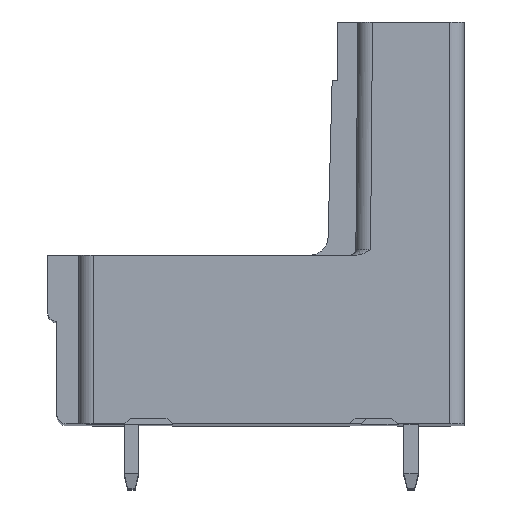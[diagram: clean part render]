
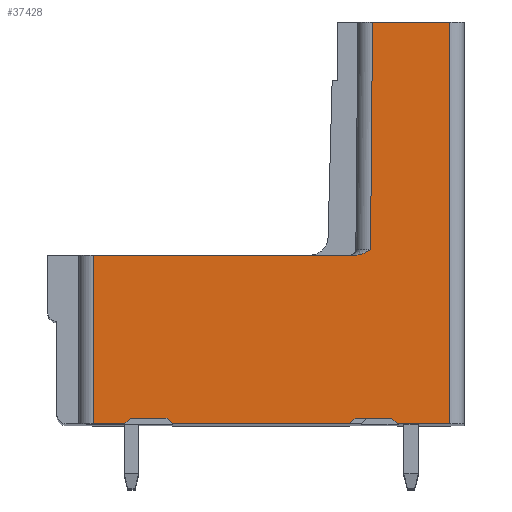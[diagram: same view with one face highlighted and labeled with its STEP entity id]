
A CAD part, top view. The second image highlights one B-rep face of the part: STEP entity #37428.
In plain terms, the highlighted planar face has unit normal (0, 0, 1).
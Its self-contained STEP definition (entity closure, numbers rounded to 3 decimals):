
#3878=DIRECTION('',(1.,0.,0.));
#3879=VECTOR('',#3878,2.85);
#3880=CARTESIAN_POINT('',(-3.644,0.,
-65.493));
#3881=LINE('',#3880,#3879);
#7543=CARTESIAN_POINT('',(-5.857,9.2,
-65.493));
#7862=DIRECTION('',(1.,0.,0.));
#7863=VECTOR('',#7862,2.);
#7864=CARTESIAN_POINT('',(-18.194,0.3,-65.493));
#7865=LINE('',#7864,#7863);
#7870=DIRECTION('',(1.,0.,0.));
#7871=VECTOR('',#7870,14.337);
#7872=CARTESIAN_POINT('',(-20.194,9.2,
-65.493));
#7873=LINE('',#7872,#7871);
#7874=CARTESIAN_POINT('',(-5.857,9.2,
-65.493));
#7875=CARTESIAN_POINT('',(-5.825,9.2,
-65.493));
#7876=CARTESIAN_POINT('',(-5.757,9.204,
-65.493));
#7877=CARTESIAN_POINT('',(-5.644,9.227,
-65.493));
#7878=CARTESIAN_POINT('',(-5.523,9.268,
-65.493));
#7879=CARTESIAN_POINT('',(-5.393,9.328,
-65.493));
#7880=CARTESIAN_POINT('',(-5.255,9.405,
-65.493));
#7881=CARTESIAN_POINT('',(-5.154,9.467,
-65.493));
#7882=CARTESIAN_POINT('',(-5.102,9.5,
-65.493));
#7884=DIRECTION('',(0.009,1.,0.));
#7885=VECTOR('',#7884,12.4);
#7886=CARTESIAN_POINT('',(-5.102,9.5,
-65.493));
#7887=LINE('',#7886,#7885);
#7888=DIRECTION('',(1.,0.,0.));
#7889=VECTOR('',#7888,4.2);
#7890=CARTESIAN_POINT('',(-4.994,21.9,-65.493));
#7891=LINE('',#7890,#7889);
#7892=DIRECTION('',(-0.707,0.707,0.));
#7893=VECTOR('',#7892,0.424);
#7894=CARTESIAN_POINT('',(-3.644,0.,
-65.493));
#7895=LINE('',#7894,#7893);
#7896=DIRECTION('',(-0.707,-0.707,0.));
#7897=VECTOR('',#7896,0.424);
#7898=CARTESIAN_POINT('',(-5.944,0.3,
-65.493));
#7899=LINE('',#7898,#7897);
#7900=DIRECTION('',(-1.,0.,0.));
#7901=VECTOR('',#7900,9.65);
#7902=CARTESIAN_POINT('',(-6.244,0.,
-65.493));
#7903=LINE('',#7902,#7901);
#7904=DIRECTION('',(-0.707,0.707,0.));
#7905=VECTOR('',#7904,0.424);
#7906=CARTESIAN_POINT('',(-15.894,0.,
-65.493));
#7907=LINE('',#7906,#7905);
#7908=DIRECTION('',(-0.707,-0.707,0.));
#7909=VECTOR('',#7908,0.424);
#7910=CARTESIAN_POINT('',(-18.194,0.3,-65.493));
#7911=LINE('',#7910,#7909);
#7912=DIRECTION('',(-1.,0.,0.));
#7913=VECTOR('',#7912,1.7);
#7914=CARTESIAN_POINT('',(-18.494,0.,
-65.493));
#7915=LINE('',#7914,#7913);
#7916=DIRECTION('',(0.,1.,0.));
#7917=VECTOR('',#7916,9.2);
#7918=CARTESIAN_POINT('',(-20.194,0.,
-65.493));
#7919=LINE('',#7918,#7917);
#9099=DIRECTION('',(1.,0.,0.));
#9100=VECTOR('',#9099,2.);
#9101=CARTESIAN_POINT('',(-5.944,0.3,
-65.493));
#9102=LINE('',#9101,#9100);
#15043=DIRECTION('',(0.,1.,0.));
#15044=VECTOR('',#15043,21.9);
#15045=CARTESIAN_POINT('',(-0.794,0.,
-65.493));
#15046=LINE('',#15045,#15044);
#21062=CARTESIAN_POINT('',(-0.794,21.9,-65.493));
#21063=VERTEX_POINT('',#21062);
#21064=CARTESIAN_POINT('',(-4.994,21.9,-65.493));
#21065=VERTEX_POINT('',#21064);
#21109=CARTESIAN_POINT('',(-20.194,0.,
-65.493));
#21110=VERTEX_POINT('',#21109);
#21111=CARTESIAN_POINT('',(-18.494,0.,
-65.493));
#21112=VERTEX_POINT('',#21111);
#21125=CARTESIAN_POINT('',(-15.894,0.,
-65.493));
#21126=VERTEX_POINT('',#21125);
#21127=CARTESIAN_POINT('',(-6.244,0.,
-65.493));
#21128=VERTEX_POINT('',#21127);
#21149=CARTESIAN_POINT('',(-3.644,0.,
-65.493));
#21150=VERTEX_POINT('',#21149);
#21151=CARTESIAN_POINT('',(-0.794,0.,
-65.493));
#21152=VERTEX_POINT('',#21151);
#21261=VERTEX_POINT('',#7543);
#21262=CARTESIAN_POINT('',(-20.194,9.2,
-65.493));
#21263=VERTEX_POINT('',#21262);
#21453=CARTESIAN_POINT('',(-16.194,0.3,
-65.493));
#21454=VERTEX_POINT('',#21453);
#21455=CARTESIAN_POINT('',(-18.194,0.3,-65.493));
#21456=VERTEX_POINT('',#21455);
#21457=VERTEX_POINT('',#7882);
#21458=CARTESIAN_POINT('',(-3.944,0.3,
-65.493));
#21459=VERTEX_POINT('',#21458);
#21460=CARTESIAN_POINT('',(-5.944,0.3,
-65.493));
#21461=VERTEX_POINT('',#21460);
#37398=CARTESIAN_POINT('',(-6.202,9.5,-65.493));
#37399=DIRECTION('',(0.,0.,1.));
#37400=DIRECTION('',(-1.,0.,0.));
#37401=AXIS2_PLACEMENT_3D('',#37398,#37399,#37400);
#37402=PLANE('',#37401);
#37403=ORIENTED_EDGE('',*,*,#36475,.T.);
#37405=ORIENTED_EDGE('',*,*,#37404,.T.);
#37407=ORIENTED_EDGE('',*,*,#37406,.T.);
#37409=ORIENTED_EDGE('',*,*,#37408,.T.);
#37411=ORIENTED_EDGE('',*,*,#37410,.F.);
#37412=ORIENTED_EDGE('',*,*,#31564,.F.);
#37414=ORIENTED_EDGE('',*,*,#37413,.T.);
#37416=ORIENTED_EDGE('',*,*,#37415,.F.);
#37418=ORIENTED_EDGE('',*,*,#37417,.T.);
#37419=ORIENTED_EDGE('',*,*,#31540,.T.);
#37420=ORIENTED_EDGE('',*,*,#37365,.T.);
#37421=ORIENTED_EDGE('',*,*,#37379,.F.);
#37422=ORIENTED_EDGE('',*,*,#37392,.T.);
#37423=ORIENTED_EDGE('',*,*,#31524,.T.);
#37425=ORIENTED_EDGE('',*,*,#37424,.T.);
#37426=EDGE_LOOP('',(#37403,#37405,#37407,#37409,#37411,#37412,#37414,#37416,
#37418,#37419,#37420,#37421,#37422,#37423,#37425));
#37427=FACE_OUTER_BOUND('',#37426,.F.);
#37428=ADVANCED_FACE('',(#37427),#37402,.T.);
#7883=B_SPLINE_CURVE_WITH_KNOTS('',3,(#7874,#7875,#7876,#7877,#7878,#7879,#7880,
#7881,#7882),.UNSPECIFIED.,.F.,.F.,(4,1,1,1,1,1,4),(0.,0.167,
0.333,0.5,0.667,0.833,1.),
.UNSPECIFIED.);
#31524=EDGE_CURVE('',#21112,#21110,#7915,.T.);
#31540=EDGE_CURVE('',#21128,#21126,#7903,.T.);
#31564=EDGE_CURVE('',#21150,#21152,#3881,.T.);
#36475=EDGE_CURVE('',#21263,#21261,#7873,.T.);
#37365=EDGE_CURVE('',#21126,#21454,#7907,.T.);
#37379=EDGE_CURVE('',#21456,#21454,#7865,.T.);
#37392=EDGE_CURVE('',#21456,#21112,#7911,.T.);
#37404=EDGE_CURVE('',#21261,#21457,#7883,.T.);
#37406=EDGE_CURVE('',#21457,#21065,#7887,.T.);
#37408=EDGE_CURVE('',#21065,#21063,#7891,.T.);
#37410=EDGE_CURVE('',#21152,#21063,#15046,.T.);
#37413=EDGE_CURVE('',#21150,#21459,#7895,.T.);
#37415=EDGE_CURVE('',#21461,#21459,#9102,.T.);
#37417=EDGE_CURVE('',#21461,#21128,#7899,.T.);
#37424=EDGE_CURVE('',#21110,#21263,#7919,.T.);
